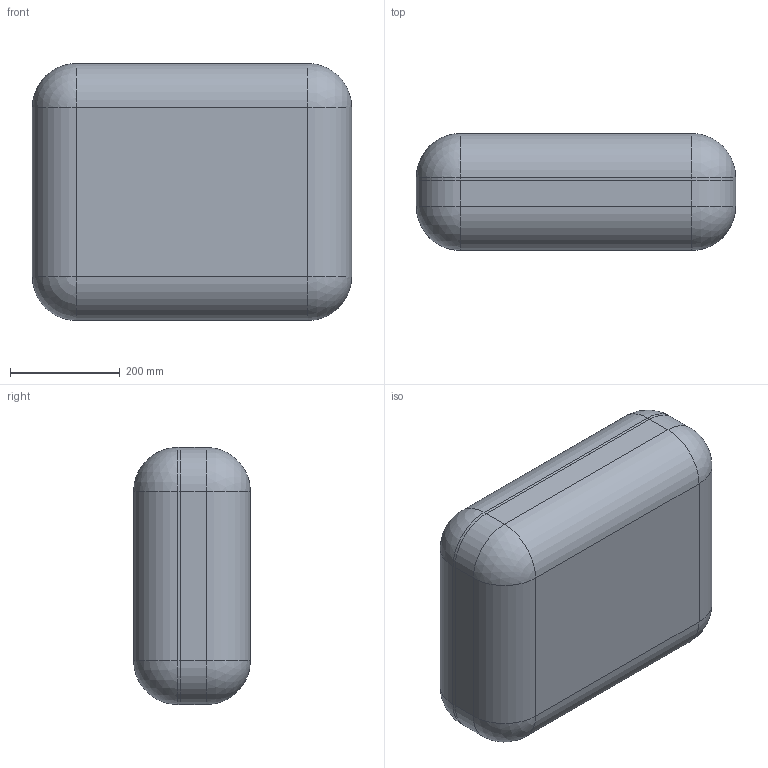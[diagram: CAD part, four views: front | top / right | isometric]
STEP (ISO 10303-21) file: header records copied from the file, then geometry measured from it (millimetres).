
FILE_DESCRIPTION (( 'STEP AP214' ), '1' );
FILE_NAME ('Ñáîðêà_Ê-737(óïð).STEP', '2023-07-03T11:04:59', ( '' ), ( '' ), 'SwSTEP 2.0', 'SolidWorks 2021', '' );
FILE_SCHEMA (( 'AUTOMOTIVE_DESIGN' ));
Length unit declared in the file: millimetre
Products named in the file (3): Êðûøêà Ê-737-1; Ñáîðêà_Ê-737(óïð); Êîðïóñ Ê-737-1
Assembly tree (2 placements, depth 2):
  Ñáîðêà_Ê-737(óïð)
    Êîðïóñ Ê-737-1
    Êðûøêà Ê-737-1
Bounding box: 580.7 x 212.55 x 467.61 mm (x, y, z)
Volume: 32625768.7 mm3; surface area: 1555396.7 mm2
Topology: 2 solids, 2 shells, 1493 faces, 3853 edges, 2360 vertices
Faces by surface type: bspline 579, plane 529, cylinder 323, torus 42, sphere 20
Entity records: 68848 total; most frequent: CARTESIAN_POINT 37946, ORIENTED_EDGE 7602, DIRECTION 4603, EDGE_CURVE 3801, VERTEX_POINT 2360, VECTOR 1787, LINE 1787, EDGE_LOOP 1573
